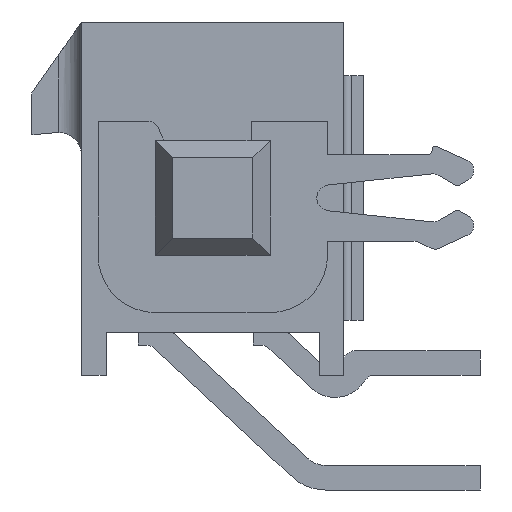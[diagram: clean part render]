
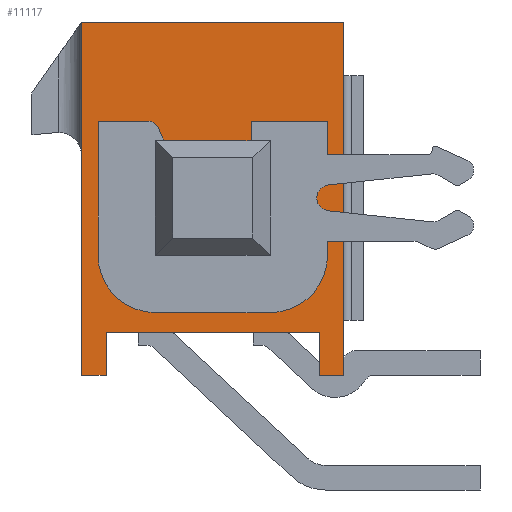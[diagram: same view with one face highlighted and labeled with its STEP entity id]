
A CAD part, left-side view. The second image highlights one B-rep face of the part: STEP entity #11117.
In plain terms, the highlighted planar face has unit normal (-1, 0, 0).
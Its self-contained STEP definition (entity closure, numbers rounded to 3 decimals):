
#49=FACE_BOUND('',#1209,.T.);
#103=PLANE('',#11784);
#617=FACE_OUTER_BOUND('',#1208,.T.);
#1208=EDGE_LOOP('',(#7552,#7553,#7554,#7555,#7556,#7557,#7558,#7559));
#1209=EDGE_LOOP('',(#7560,#7561,#7562,#7563));
#1881=LINE('',#15781,#3262);
#1882=LINE('',#15783,#3263);
#1883=LINE('',#15785,#3264);
#1884=LINE('',#15787,#3265);
#1885=LINE('',#15789,#3266);
#1886=LINE('',#15791,#3267);
#1887=LINE('',#15793,#3268);
#1888=LINE('',#15794,#3269);
#1889=LINE('',#15797,#3270);
#1890=LINE('',#15799,#3271);
#1891=LINE('',#15801,#3272);
#1892=LINE('',#15802,#3273);
#3262=VECTOR('',#12742,0.64);
#3263=VECTOR('',#12743,1.13);
#3264=VECTOR('',#12744,5.58);
#3265=VECTOR('',#12745,1.13);
#3266=VECTOR('',#12746,0.64);
#3267=VECTOR('',#12747,9.24);
#3268=VECTOR('',#12748,6.86);
#3269=VECTOR('',#12749,9.24);
#3270=VECTOR('',#12750,2.);
#3271=VECTOR('',#12751,2.);
#3272=VECTOR('',#12752,2.);
#3273=VECTOR('',#12753,2.);
#4905=VERTEX_POINT('',#15779);
#4906=VERTEX_POINT('',#15780);
#4907=VERTEX_POINT('',#15782);
#4908=VERTEX_POINT('',#15784);
#4909=VERTEX_POINT('',#15786);
#4910=VERTEX_POINT('',#15788);
#4911=VERTEX_POINT('',#15790);
#4912=VERTEX_POINT('',#15792);
#4913=VERTEX_POINT('',#15795);
#4914=VERTEX_POINT('',#15796);
#4915=VERTEX_POINT('',#15798);
#4916=VERTEX_POINT('',#15800);
#5961=EDGE_CURVE('',#4905,#4906,#1881,.T.);
#5962=EDGE_CURVE('',#4907,#4905,#1882,.T.);
#5963=EDGE_CURVE('',#4908,#4907,#1883,.T.);
#5964=EDGE_CURVE('',#4909,#4908,#1884,.T.);
#5965=EDGE_CURVE('',#4910,#4909,#1885,.T.);
#5966=EDGE_CURVE('',#4911,#4910,#1886,.T.);
#5967=EDGE_CURVE('',#4912,#4911,#1887,.T.);
#5968=EDGE_CURVE('',#4906,#4912,#1888,.T.);
#5969=EDGE_CURVE('',#4913,#4914,#1889,.T.);
#5970=EDGE_CURVE('',#4915,#4914,#1890,.T.);
#5971=EDGE_CURVE('',#4916,#4915,#1891,.T.);
#5972=EDGE_CURVE('',#4916,#4913,#1892,.T.);
#7552=ORIENTED_EDGE('',*,*,#5961,.F.);
#7553=ORIENTED_EDGE('',*,*,#5962,.F.);
#7554=ORIENTED_EDGE('',*,*,#5963,.F.);
#7555=ORIENTED_EDGE('',*,*,#5964,.F.);
#7556=ORIENTED_EDGE('',*,*,#5965,.F.);
#7557=ORIENTED_EDGE('',*,*,#5966,.F.);
#7558=ORIENTED_EDGE('',*,*,#5967,.F.);
#7559=ORIENTED_EDGE('',*,*,#5968,.F.);
#7560=ORIENTED_EDGE('',*,*,#5969,.T.);
#7561=ORIENTED_EDGE('',*,*,#5970,.F.);
#7562=ORIENTED_EDGE('',*,*,#5971,.F.);
#7563=ORIENTED_EDGE('',*,*,#5972,.T.);
#11117=ADVANCED_FACE('',(#617,#49),#103,.F.);
#11784=AXIS2_PLACEMENT_3D('',#15778,#12740,#12741);
#12740=DIRECTION('center_axis',(1.,0.,0.));
#12741=DIRECTION('ref_axis',(0.,1.,0.));
#12742=DIRECTION('',(0.,1.,0.));
#12743=DIRECTION('',(0.,0.,-1.));
#12744=DIRECTION('',(0.,1.,0.));
#12745=DIRECTION('',(0.,0.,1.));
#12746=DIRECTION('',(0.,1.,0.));
#12747=DIRECTION('',(0.,0.,-1.));
#12748=DIRECTION('',(0.,-1.,0.));
#12749=DIRECTION('',(0.,0.,1.));
#12750=DIRECTION('',(0.,1.,0.));
#12751=DIRECTION('',(0.,0.,-1.));
#12752=DIRECTION('',(0.,1.,0.));
#12753=DIRECTION('',(0.,0.,-1.));
#15778=CARTESIAN_POINT('Origin',(-12.43,0.,0.));
#15779=CARTESIAN_POINT('',(-12.43,2.79,-9.24));
#15780=CARTESIAN_POINT('',(-12.43,3.43,-9.24));
#15781=CARTESIAN_POINT('',(-12.43,2.79,-9.24));
#15782=CARTESIAN_POINT('',(-12.43,2.79,-8.11));
#15783=CARTESIAN_POINT('',(-12.43,2.79,-8.11));
#15784=CARTESIAN_POINT('',(-12.43,-2.79,-8.11));
#15785=CARTESIAN_POINT('',(-12.43,-2.79,-8.11));
#15786=CARTESIAN_POINT('',(-12.43,-2.79,-9.24));
#15787=CARTESIAN_POINT('',(-12.43,-2.79,-9.24));
#15788=CARTESIAN_POINT('',(-12.43,-3.43,-9.24));
#15789=CARTESIAN_POINT('',(-12.43,-3.43,-9.24));
#15790=CARTESIAN_POINT('',(-12.43,-3.43,0.));
#15791=CARTESIAN_POINT('',(-12.43,-3.43,0.));
#15792=CARTESIAN_POINT('',(-12.43,3.43,0.));
#15793=CARTESIAN_POINT('',(-12.43,3.43,0.));
#15794=CARTESIAN_POINT('',(-12.43,3.43,-9.24));
#15795=CARTESIAN_POINT('',(-12.43,-1.,-5.6));
#15796=CARTESIAN_POINT('',(-12.43,1.,-5.6));
#15797=CARTESIAN_POINT('',(-12.43,-1.,-5.6));
#15798=CARTESIAN_POINT('',(-12.43,1.,-3.6));
#15799=CARTESIAN_POINT('',(-12.43,1.,-3.6));
#15800=CARTESIAN_POINT('',(-12.43,-1.,-3.6));
#15801=CARTESIAN_POINT('',(-12.43,-1.,-3.6));
#15802=CARTESIAN_POINT('',(-12.43,-1.,-3.6));
